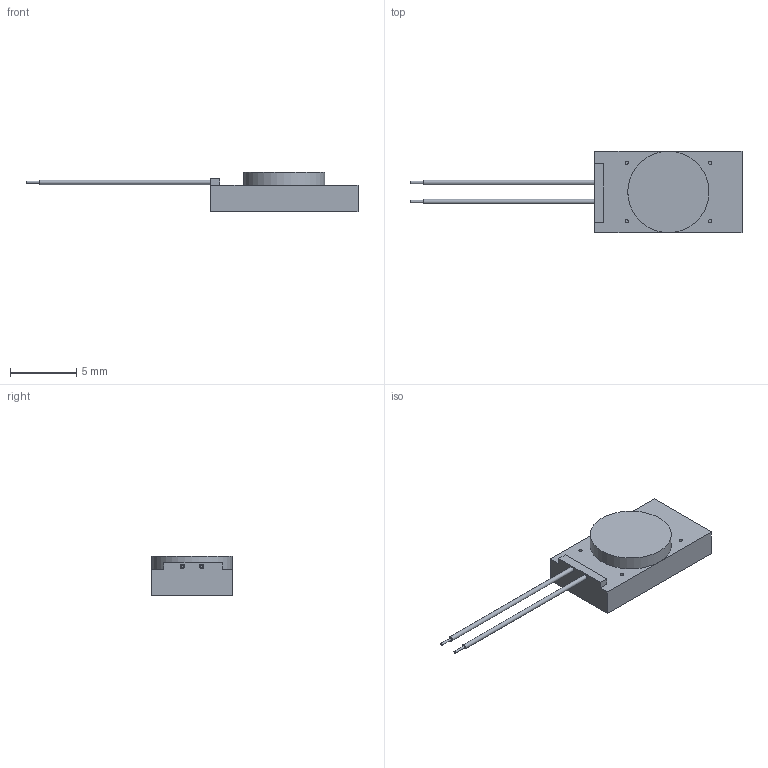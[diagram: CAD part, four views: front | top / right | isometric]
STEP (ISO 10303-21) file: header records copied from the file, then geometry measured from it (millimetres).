
FILE_DESCRIPTION(/* description */ ('Alibre Inc.'),/* implementation_level */ '2;1');
FILE_NAME(/* name */ 'export0',/* time_stamp */ '2018-09-20T19:59:39-05:00',/* author */ (''),/* organization */ (''),/* preprocessor_version */ 'ST-DEVELOPER v17',/* originating_system */ 'Alibre',/* authorisation */ '');
FILE_SCHEMA (('CONFIG_CONTROL_DESIGN'));
Length unit declared in the file: centimetre
Products named in the file (1): ID_1
Bounding box: 25.15 x 6.15 x 3 mm (x, y, z)
Volume: 170.7 mm3; surface area: 263.3 mm2
Topology: 1 solids, 1 shells, 29 faces, 55 edges, 36 vertices
Faces by surface type: plane 20, cylinder 9
Full cylindrical faces by diameter (mm): 0.169 x2, 0.25 x4, 0.347 x2, 6.15 x1
Entity records: 727 total; most frequent: CARTESIAN_POINT 105, DIRECTION 98, ORIENTED_EDGE 90, AXIS2_PLACEMENT_3D 47, EDGE_LOOP 46, FACE_BOUND 46, EDGE_CURVE 45, VERTEX_POINT 35
